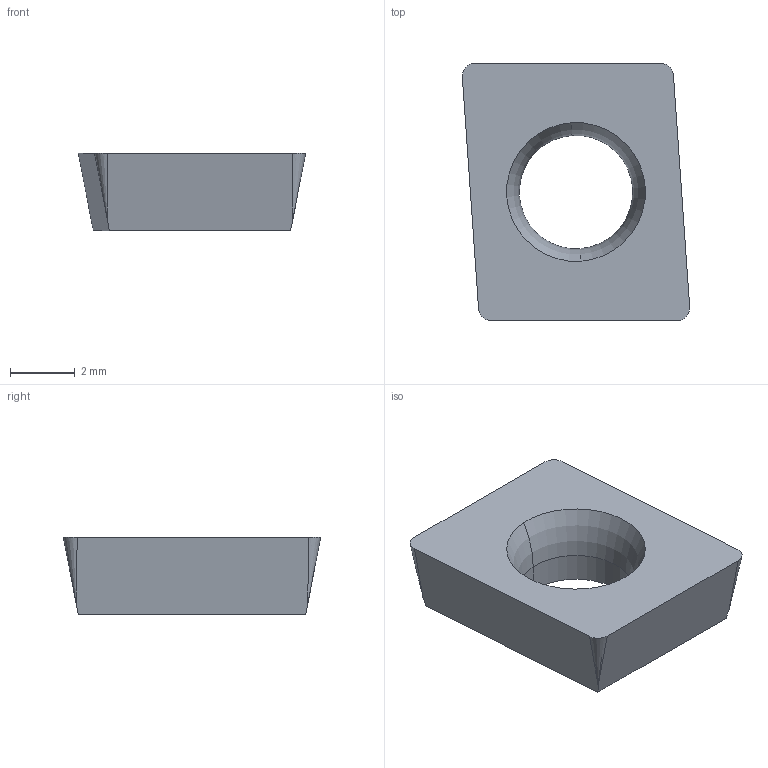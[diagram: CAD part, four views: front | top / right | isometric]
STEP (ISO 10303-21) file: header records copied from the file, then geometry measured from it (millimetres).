
FILE_DESCRIPTION((''),'2;1');
FILE_NAME('JPMT060204-E','2015-12-14T',('tlyi02'),('PTC Japan'),'PRO/ENGINEER BY PARAMETRIC TECHNOLOGY CORPORATION, 2014310','PRO/ENGINEER BY PARAMETRIC TECHNOLOGY CORPORATION, 2014310','');
FILE_SCHEMA(('AUTOMOTIVE_DESIGN { 1 0 10303 214 1 1 1 1 }'));
Length unit declared in the file: millimetre
Products named in the file (1): JPMT060204-E
Bounding box: 7.01 x 7.94 x 2.38 mm (x, y, z)
Volume: 82.7 mm3; surface area: 159.9 mm2
Topology: 1 solids, 1 shells, 14 faces, 38 edges, 22 vertices
Faces by surface type: plane 6, cone 4, cylinder 2, torus 2
Entity records: 615 total; most frequent: DIRECTION 78, CARTESIAN_POINT 74, ORIENTED_EDGE 68, PRESENTATION_STYLE_ASSIGNMENT 36, STYLED_ITEM 36, CURVE_STYLE 35, EDGE_CURVE 34, AXIS2_PLACEMENT_3D 28
